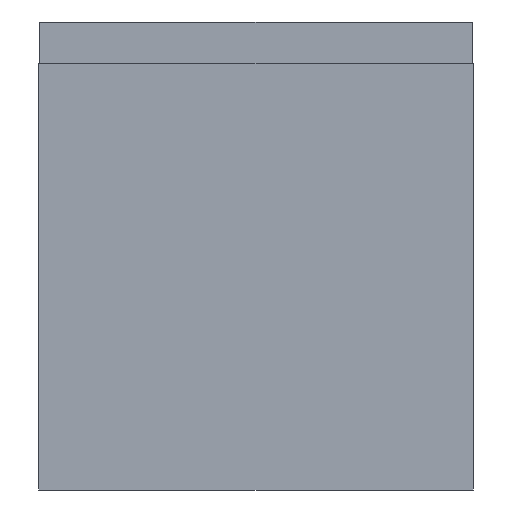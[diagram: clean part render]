
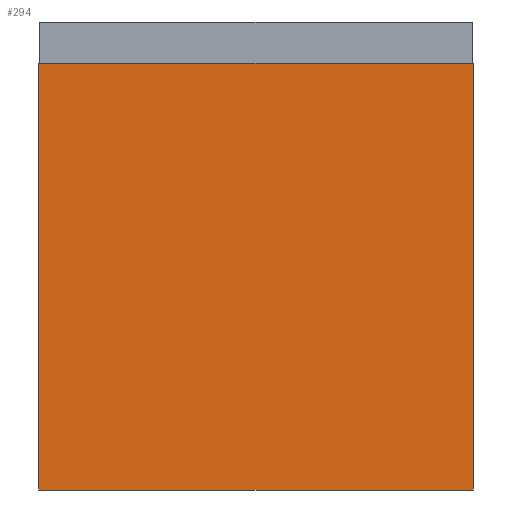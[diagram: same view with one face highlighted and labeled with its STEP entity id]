
A CAD part, front view. The second image highlights one B-rep face of the part: STEP entity #294.
In plain terms, the highlighted planar face has unit normal (0, -1, 0).
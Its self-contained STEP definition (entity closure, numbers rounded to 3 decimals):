
#20 = LINE ( 'NONE', #250, #113 ) ;
#25 = VERTEX_POINT ( 'NONE', #470 ) ;
#61 = VECTOR ( 'NONE', #153, 1000. ) ;
#64 = EDGE_CURVE ( 'NONE', #336, #287, #20, .T. ) ;
#68 = VECTOR ( 'NONE', #387, 1000. ) ;
#113 = VECTOR ( 'NONE', #432, 1000. ) ;
#153 = DIRECTION ( 'NONE',  ( -1., 0., 0. ) ) ;
#192 = PLANE ( 'NONE',  #419 ) ;
#200 = VERTEX_POINT ( 'NONE', #481 ) ;
#204 = EDGE_LOOP ( 'NONE', ( #497, #205, #261, #488 ) ) ;
#205 = ORIENTED_EDGE ( 'NONE', *, *, #334, .F. ) ;
#234 = CARTESIAN_POINT ( 'NONE',  ( 21.5, 0., 0. ) ) ;
#250 = CARTESIAN_POINT ( 'NONE',  ( -29., 0., 0. ) ) ;
#261 = ORIENTED_EDGE ( 'NONE', *, *, #64, .T. ) ;
#266 = DIRECTION ( 'NONE',  ( 0., 0., -1. ) ) ;
#280 = LINE ( 'NONE', #234, #61 ) ;
#287 = VERTEX_POINT ( 'NONE', #498 ) ;
#294 = ADVANCED_FACE ( 'NONE', ( #421 ), #192, .T. ) ;
#297 = EDGE_CURVE ( 'NONE', #25, #287, #280, .T. ) ;
#299 = LINE ( 'NONE', #408, #68 ) ;
#310 = CARTESIAN_POINT ( 'NONE',  ( 21.5, 0., 86. ) ) ;
#311 = CARTESIAN_POINT ( 'NONE',  ( -29., 0., 57. ) ) ;
#331 = LINE ( 'NONE', #513, #438 ) ;
#334 = EDGE_CURVE ( 'NONE', #336, #200, #299, .T. ) ;
#336 = VERTEX_POINT ( 'NONE', #311 ) ;
#387 = DIRECTION ( 'NONE',  ( 1., 0., 0. ) ) ;
#408 = CARTESIAN_POINT ( 'NONE',  ( 21.5, 0., 57. ) ) ;
#419 = AXIS2_PLACEMENT_3D ( 'NONE', #310, #533, #266 ) ;
#421 = FACE_OUTER_BOUND ( 'NONE', #204, .T. ) ;
#431 = EDGE_CURVE ( 'NONE', #200, #25, #331, .T. ) ;
#432 = DIRECTION ( 'NONE',  ( 0., 0., -1. ) ) ;
#438 = VECTOR ( 'NONE', #556, 1000. ) ;
#470 = CARTESIAN_POINT ( 'NONE',  ( 29., 0., 0. ) ) ;
#481 = CARTESIAN_POINT ( 'NONE',  ( 29., 0., 57. ) ) ;
#488 = ORIENTED_EDGE ( 'NONE', *, *, #297, .F. ) ;
#497 = ORIENTED_EDGE ( 'NONE', *, *, #431, .F. ) ;
#498 = CARTESIAN_POINT ( 'NONE',  ( -29., 0., 0. ) ) ;
#513 = CARTESIAN_POINT ( 'NONE',  ( 29., 0., 0. ) ) ;
#533 = DIRECTION ( 'NONE',  ( 0., -1., 0. ) ) ;
#556 = DIRECTION ( 'NONE',  ( 0., 0., -1. ) ) ;
